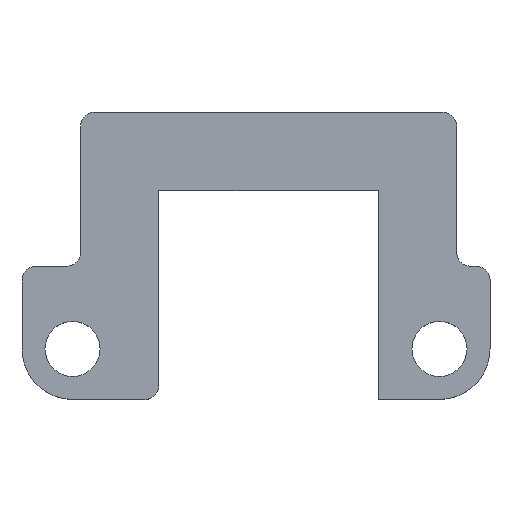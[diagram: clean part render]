
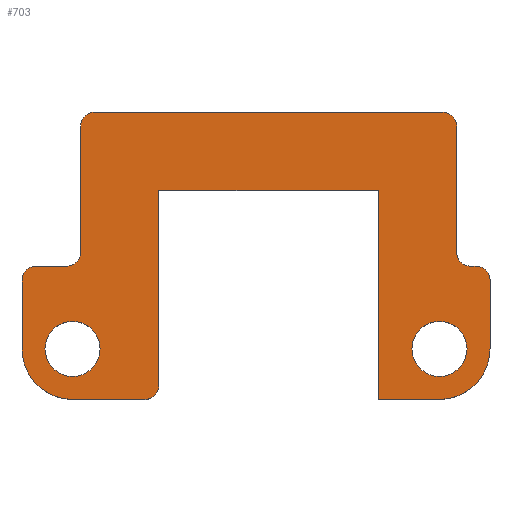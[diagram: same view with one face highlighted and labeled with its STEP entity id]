
A CAD part, top view. The second image highlights one B-rep face of the part: STEP entity #703.
In plain terms, the highlighted planar face has unit normal (0, 0, 1).
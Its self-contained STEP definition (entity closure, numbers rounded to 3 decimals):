
#16=FACE_BOUND('',#110,.T.);
#17=FACE_BOUND('',#111,.T.);
#36=PLANE('',#787);
#72=FACE_OUTER_BOUND('',#109,.T.);
#109=EDGE_LOOP('',(#622,#623,#624,#625,#626,#627,#628,#629,#630,#631,#632,
#633,#634,#635,#636,#637,#638,#639,#640,#641,#642));
#110=EDGE_LOOP('',(#643));
#111=EDGE_LOOP('',(#644));
#137=LINE('',#1086,#204);
#143=LINE('',#1099,#210);
#147=LINE('',#1109,#214);
#150=LINE('',#1117,#217);
#152=LINE('',#1124,#219);
#159=LINE('',#1143,#226);
#168=LINE('',#1172,#235);
#173=LINE('',#1185,#240);
#175=LINE('',#1189,#242);
#177=LINE('',#1192,#244);
#178=LINE('',#1195,#245);
#180=LINE('',#1200,#247);
#204=VECTOR('',#870,10.);
#210=VECTOR('',#882,10.);
#214=VECTOR('',#892,10.);
#217=VECTOR('',#901,10.);
#219=VECTOR('',#909,10.);
#226=VECTOR('',#928,10.);
#235=VECTOR('',#961,10.);
#240=VECTOR('',#974,10.);
#242=VECTOR('',#978,10.);
#244=VECTOR('',#982,10.);
#245=VECTOR('',#985,10.);
#247=VECTOR('',#993,10.);
#266=CIRCLE('',#745,0.6);
#267=CIRCLE('',#748,0.6);
#268=CIRCLE('',#751,0.6);
#269=CIRCLE('',#754,0.6);
#270=CIRCLE('',#757,0.6);
#271=CIRCLE('',#760,0.6);
#272=CIRCLE('',#762,0.6);
#276=CIRCLE('',#772,1.2);
#277=CIRCLE('',#774,1.2);
#280=CIRCLE('',#779,2.2);
#281=CIRCLE('',#785,2.2);
#315=VERTEX_POINT('',#1079);
#316=VERTEX_POINT('',#1080);
#317=VERTEX_POINT('',#1085);
#318=VERTEX_POINT('',#1089);
#319=VERTEX_POINT('',#1090);
#321=VERTEX_POINT('',#1097);
#322=VERTEX_POINT('',#1101);
#323=VERTEX_POINT('',#1102);
#324=VERTEX_POINT('',#1107);
#325=VERTEX_POINT('',#1111);
#326=VERTEX_POINT('',#1115);
#327=VERTEX_POINT('',#1119);
#328=VERTEX_POINT('',#1123);
#329=VERTEX_POINT('',#1129);
#330=VERTEX_POINT('',#1130);
#334=VERTEX_POINT('',#1141);
#339=VERTEX_POINT('',#1161);
#340=VERTEX_POINT('',#1165);
#342=VERTEX_POINT('',#1171);
#345=VERTEX_POINT('',#1179);
#346=VERTEX_POINT('',#1184);
#347=VERTEX_POINT('',#1188);
#348=VERTEX_POINT('',#1194);
#388=EDGE_CURVE('',#315,#316,#266,.T.);
#391=EDGE_CURVE('',#317,#316,#137,.T.);
#393=EDGE_CURVE('',#318,#319,#267,.T.);
#398=EDGE_CURVE('',#318,#321,#143,.T.);
#399=EDGE_CURVE('',#322,#323,#268,.T.);
#403=EDGE_CURVE('',#322,#324,#147,.T.);
#405=EDGE_CURVE('',#325,#324,#269,.T.);
#407=EDGE_CURVE('',#325,#326,#150,.T.);
#408=EDGE_CURVE('',#317,#327,#270,.T.);
#410=EDGE_CURVE('',#328,#327,#152,.T.);
#412=EDGE_CURVE('',#328,#326,#271,.T.);
#413=EDGE_CURVE('',#329,#330,#272,.T.);
#420=EDGE_CURVE('',#329,#334,#159,.T.);
#429=EDGE_CURVE('',#339,#339,#276,.T.);
#431=EDGE_CURVE('',#340,#340,#277,.T.);
#434=EDGE_CURVE('',#342,#323,#168,.T.);
#438=EDGE_CURVE('',#345,#342,#280,.T.);
#441=EDGE_CURVE('',#346,#345,#173,.T.);
#443=EDGE_CURVE('',#347,#346,#175,.T.);
#445=EDGE_CURVE('',#334,#347,#177,.T.);
#446=EDGE_CURVE('',#348,#330,#178,.T.);
#448=EDGE_CURVE('',#321,#348,#281,.T.);
#449=EDGE_CURVE('',#315,#319,#180,.T.);
#622=ORIENTED_EDGE('',*,*,#393,.F.);
#623=ORIENTED_EDGE('',*,*,#398,.T.);
#624=ORIENTED_EDGE('',*,*,#448,.T.);
#625=ORIENTED_EDGE('',*,*,#446,.T.);
#626=ORIENTED_EDGE('',*,*,#413,.F.);
#627=ORIENTED_EDGE('',*,*,#420,.T.);
#628=ORIENTED_EDGE('',*,*,#445,.T.);
#629=ORIENTED_EDGE('',*,*,#443,.T.);
#630=ORIENTED_EDGE('',*,*,#441,.T.);
#631=ORIENTED_EDGE('',*,*,#438,.T.);
#632=ORIENTED_EDGE('',*,*,#434,.T.);
#633=ORIENTED_EDGE('',*,*,#399,.F.);
#634=ORIENTED_EDGE('',*,*,#403,.T.);
#635=ORIENTED_EDGE('',*,*,#405,.F.);
#636=ORIENTED_EDGE('',*,*,#407,.T.);
#637=ORIENTED_EDGE('',*,*,#412,.F.);
#638=ORIENTED_EDGE('',*,*,#410,.T.);
#639=ORIENTED_EDGE('',*,*,#408,.F.);
#640=ORIENTED_EDGE('',*,*,#391,.T.);
#641=ORIENTED_EDGE('',*,*,#388,.F.);
#642=ORIENTED_EDGE('',*,*,#449,.T.);
#643=ORIENTED_EDGE('',*,*,#431,.T.);
#644=ORIENTED_EDGE('',*,*,#429,.T.);
#703=ADVANCED_FACE('',(#72,#16,#17),#36,.T.);
#745=AXIS2_PLACEMENT_3D('',#1081,#864,#865);
#748=AXIS2_PLACEMENT_3D('',#1091,#874,#875);
#751=AXIS2_PLACEMENT_3D('',#1103,#885,#886);
#754=AXIS2_PLACEMENT_3D('',#1113,#896,#897);
#757=AXIS2_PLACEMENT_3D('',#1120,#904,#905);
#760=AXIS2_PLACEMENT_3D('',#1127,#913,#914);
#762=AXIS2_PLACEMENT_3D('',#1131,#917,#918);
#772=AXIS2_PLACEMENT_3D('',#1162,#949,#950);
#774=AXIS2_PLACEMENT_3D('',#1166,#954,#955);
#779=AXIS2_PLACEMENT_3D('',#1180,#968,#969);
#785=AXIS2_PLACEMENT_3D('',#1198,#989,#990);
#787=AXIS2_PLACEMENT_3D('',#1201,#994,#995);
#864=DIRECTION('center_axis',(0.,0.,1.));
#865=DIRECTION('ref_axis',(0.707,-0.707,0.));
#870=DIRECTION('',(0.,-1.,0.));
#874=DIRECTION('center_axis',(0.,0.,-1.));
#875=DIRECTION('ref_axis',(-0.707,0.707,0.));
#882=DIRECTION('',(0.,-1.,0.));
#885=DIRECTION('center_axis',(0.,0.,-1.));
#886=DIRECTION('ref_axis',(0.707,0.707,0.));
#892=DIRECTION('',(-1.,0.,0.));
#896=DIRECTION('center_axis',(0.,0.,1.));
#897=DIRECTION('ref_axis',(-0.707,-0.707,0.));
#901=DIRECTION('',(0.,1.,0.));
#904=DIRECTION('center_axis',(0.,0.,-1.));
#905=DIRECTION('ref_axis',(-0.707,0.707,0.));
#909=DIRECTION('',(-1.,0.,0.));
#913=DIRECTION('center_axis',(0.,0.,-1.));
#914=DIRECTION('ref_axis',(0.707,0.707,0.));
#917=DIRECTION('center_axis',(0.,0.,-1.));
#918=DIRECTION('ref_axis',(0.707,-0.707,0.));
#928=DIRECTION('',(0.,1.,0.));
#949=DIRECTION('center_axis',(0.,0.,-1.));
#950=DIRECTION('ref_axis',(1.,0.,0.));
#954=DIRECTION('center_axis',(0.,0.,-1.));
#955=DIRECTION('ref_axis',(1.,0.,0.));
#961=DIRECTION('',(0.,1.,0.));
#968=DIRECTION('center_axis',(0.,0.,1.));
#969=DIRECTION('ref_axis',(1.,0.,0.));
#974=DIRECTION('',(1.,0.,0.));
#978=DIRECTION('',(0.,-1.,0.));
#982=DIRECTION('',(1.,0.,0.));
#985=DIRECTION('',(1.,0.,0.));
#989=DIRECTION('center_axis',(0.,0.,1.));
#990=DIRECTION('ref_axis',(1.,0.,0.));
#993=DIRECTION('',(-1.,0.,0.));
#994=DIRECTION('center_axis',(0.,0.,1.));
#995=DIRECTION('ref_axis',(1.,0.,0.));
#1079=CARTESIAN_POINT('',(-10.925,-60.028,8.4));
#1080=CARTESIAN_POINT('',(-10.325,-59.428,8.4));
#1081=CARTESIAN_POINT('Origin',(-10.925,-59.428,8.4));
#1085=CARTESIAN_POINT('',(-10.325,-53.928,8.4));
#1086=CARTESIAN_POINT('',(-10.325,-60.028,8.4));
#1089=CARTESIAN_POINT('',(-12.875,-60.628,8.4));
#1090=CARTESIAN_POINT('',(-12.275,-60.028,8.4));
#1091=CARTESIAN_POINT('Origin',(-12.275,-60.628,8.4));
#1097=CARTESIAN_POINT('',(-12.875,-63.628,8.4));
#1099=CARTESIAN_POINT('',(-12.875,-60.028,8.4));
#1101=CARTESIAN_POINT('',(6.899,-60.028,8.4));
#1102=CARTESIAN_POINT('',(7.499,-60.628,8.4));
#1103=CARTESIAN_POINT('Origin',(6.899,-60.628,8.4));
#1107=CARTESIAN_POINT('',(6.649,-60.028,8.4));
#1109=CARTESIAN_POINT('',(7.499,-60.028,8.4));
#1111=CARTESIAN_POINT('',(6.049,-59.428,8.4));
#1113=CARTESIAN_POINT('Origin',(6.649,-59.428,8.4));
#1115=CARTESIAN_POINT('',(6.049,-53.928,8.4));
#1117=CARTESIAN_POINT('',(6.049,-53.328,8.4));
#1119=CARTESIAN_POINT('',(-9.725,-53.328,8.4));
#1120=CARTESIAN_POINT('Origin',(-9.725,-53.928,8.4));
#1123=CARTESIAN_POINT('',(5.449,-53.328,8.4));
#1124=CARTESIAN_POINT('',(-10.325,-53.328,8.4));
#1127=CARTESIAN_POINT('Origin',(5.449,-53.928,8.4));
#1129=CARTESIAN_POINT('',(-6.925,-65.228,8.4));
#1130=CARTESIAN_POINT('',(-7.525,-65.828,8.4));
#1131=CARTESIAN_POINT('Origin',(-7.525,-65.228,8.4));
#1141=CARTESIAN_POINT('',(-6.925,-56.728,8.4));
#1143=CARTESIAN_POINT('',(-6.925,-65.828,8.4));
#1161=CARTESIAN_POINT('',(-11.875,-63.628,8.4));
#1162=CARTESIAN_POINT('Origin',(-10.675,-63.628,8.4));
#1165=CARTESIAN_POINT('',(4.099,-63.628,8.4));
#1166=CARTESIAN_POINT('Origin',(5.299,-63.628,8.4));
#1171=CARTESIAN_POINT('',(7.499,-63.628,8.4));
#1172=CARTESIAN_POINT('',(7.499,-63.628,8.4));
#1179=CARTESIAN_POINT('',(5.299,-65.828,8.4));
#1180=CARTESIAN_POINT('Origin',(5.299,-63.628,8.4));
#1184=CARTESIAN_POINT('',(2.649,-65.828,8.4));
#1185=CARTESIAN_POINT('',(2.649,-65.828,8.4));
#1188=CARTESIAN_POINT('',(2.649,-56.728,8.4));
#1189=CARTESIAN_POINT('',(2.649,-56.728,8.4));
#1192=CARTESIAN_POINT('',(-6.925,-56.728,8.4));
#1194=CARTESIAN_POINT('',(-10.675,-65.828,8.4));
#1195=CARTESIAN_POINT('',(-10.675,-65.828,8.4));
#1198=CARTESIAN_POINT('Origin',(-10.675,-63.628,8.4));
#1200=CARTESIAN_POINT('',(-10.325,-60.028,8.4));
#1201=CARTESIAN_POINT('Origin',(-2.688,-59.578,8.4));
